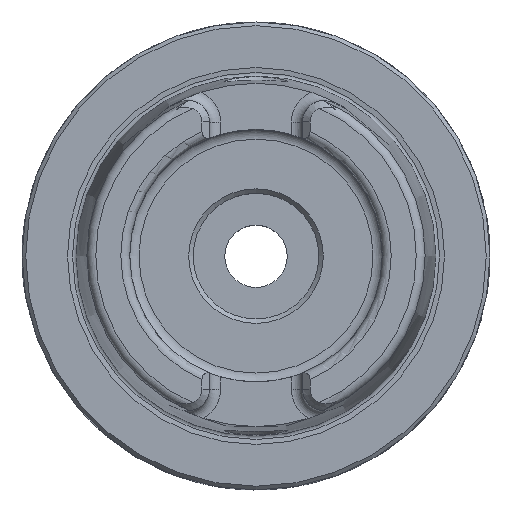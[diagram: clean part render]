
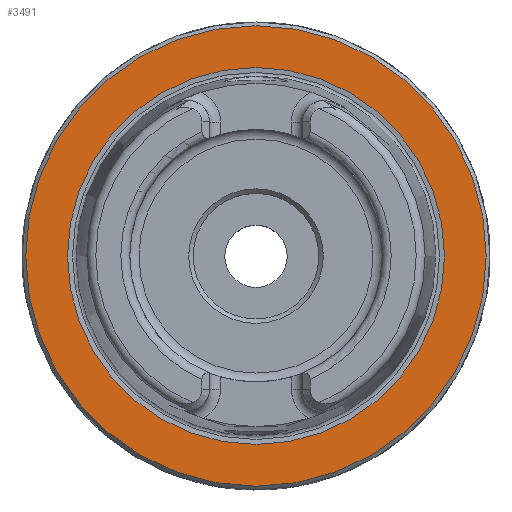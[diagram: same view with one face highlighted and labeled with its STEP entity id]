
A CAD part, top view. The second image highlights one B-rep face of the part: STEP entity #3491.
In plain terms, the highlighted planar face has unit normal (0, 0, 1).
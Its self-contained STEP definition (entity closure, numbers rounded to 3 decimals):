
#157=CIRCLE('',#3721,25.373);
#160=CIRCLE('',#3727,31.);
#650=ORIENTED_EDGE('',*,*,#1149,.T.);
#651=ORIENTED_EDGE('',*,*,#1146,.F.);
#1146=EDGE_CURVE('',#1427,#1427,#157,.T.);
#1149=EDGE_CURVE('',#1430,#1430,#160,.T.);
#1427=VERTEX_POINT('',#5200);
#1430=VERTEX_POINT('',#5209);
#1865=EDGE_LOOP('',(#650));
#1866=EDGE_LOOP('',(#651));
#2104=FACE_BOUND('',#1865,.T.);
#2105=FACE_BOUND('',#1866,.T.);
#2255=PLANE('',#3726);
#3491=ADVANCED_FACE('',(#2104,#2105),#2255,.T.);
#3721=AXIS2_PLACEMENT_3D('',#5199,#4199,#4200);
#3726=AXIS2_PLACEMENT_3D('',#5207,#4209,#4210);
#3727=AXIS2_PLACEMENT_3D('',#5208,#4211,#4212);
#4199=DIRECTION('',(0.,0.,1.));
#4200=DIRECTION('',(1.,0.,0.));
#4209=DIRECTION('',(0.,0.,1.));
#4210=DIRECTION('',(1.,0.,0.));
#4211=DIRECTION('',(0.,0.,1.));
#4212=DIRECTION('',(1.,0.,0.));
#5199=CARTESIAN_POINT('',(0.,0.,0.));
#5200=CARTESIAN_POINT('',(25.373,0.,0.));
#5207=CARTESIAN_POINT('',(31.,0.,0.));
#5208=CARTESIAN_POINT('',(0.,0.,0.));
#5209=CARTESIAN_POINT('',(31.,0.,0.));
